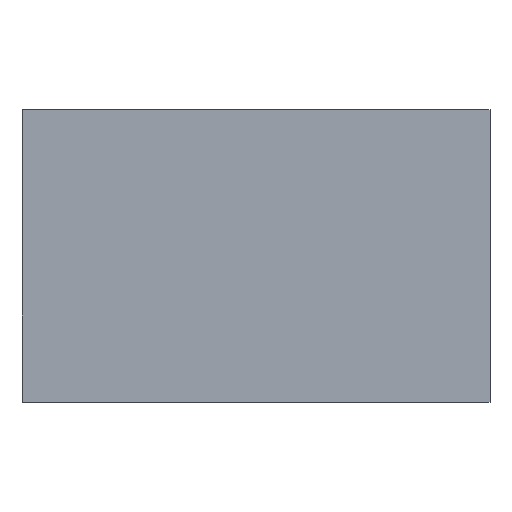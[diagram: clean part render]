
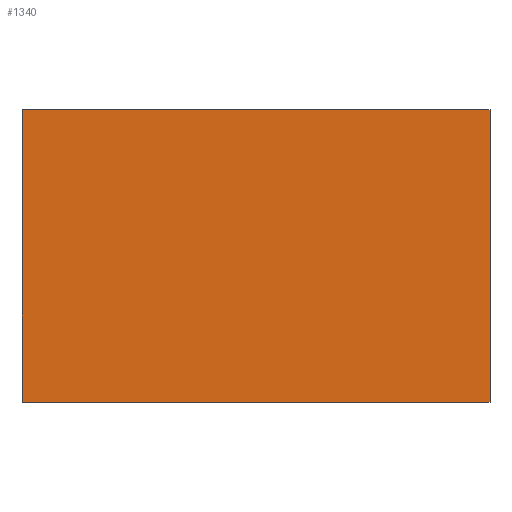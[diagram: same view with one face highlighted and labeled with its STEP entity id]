
A CAD part, top view. The second image highlights one B-rep face of the part: STEP entity #1340.
In plain terms, the highlighted planar face has unit normal (0, 0, 1).
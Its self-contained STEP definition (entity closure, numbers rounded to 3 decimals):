
#216=FACE_OUTER_BOUND('',#296,.T.);
#296=EDGE_LOOP('',(#1227,#1228,#1229,#1230));
#407=LINE('',#2573,#523);
#409=LINE('',#2577,#525);
#411=LINE('',#2581,#527);
#413=LINE('',#2584,#529);
#523=VECTOR('',#1568,10.);
#525=VECTOR('',#1572,10.);
#527=VECTOR('',#1576,10.);
#529=VECTOR('',#1580,10.);
#654=VERTEX_POINT('',#2570);
#655=VERTEX_POINT('',#2572);
#656=VERTEX_POINT('',#2576);
#657=VERTEX_POINT('',#2580);
#843=EDGE_CURVE('',#654,#655,#407,.T.);
#845=EDGE_CURVE('',#655,#656,#409,.T.);
#847=EDGE_CURVE('',#656,#657,#411,.T.);
#849=EDGE_CURVE('',#657,#654,#413,.T.);
#1227=ORIENTED_EDGE('',*,*,#843,.F.);
#1228=ORIENTED_EDGE('',*,*,#849,.F.);
#1229=ORIENTED_EDGE('',*,*,#847,.F.);
#1230=ORIENTED_EDGE('',*,*,#845,.F.);
#1267=PLANE('',#1395);
#1340=ADVANCED_FACE('',(#216),#1267,.T.);
#1395=AXIS2_PLACEMENT_3D('',#2585,#1581,#1582);
#1568=DIRECTION('',(0.,-1.,0.));
#1572=DIRECTION('',(-1.,0.,0.));
#1576=DIRECTION('',(0.,1.,0.));
#1580=DIRECTION('',(1.,0.,0.));
#1581=DIRECTION('center_axis',(0.,0.,1.));
#1582=DIRECTION('ref_axis',(1.,0.,0.));
#2570=CARTESIAN_POINT('',(1.,0.625,0.5));
#2572=CARTESIAN_POINT('',(1.,-0.625,0.5));
#2573=CARTESIAN_POINT('',(1.,0.625,0.5));
#2576=CARTESIAN_POINT('',(-1.,-0.625,0.5));
#2577=CARTESIAN_POINT('',(1.,-0.625,0.5));
#2580=CARTESIAN_POINT('',(-1.,0.625,0.5));
#2581=CARTESIAN_POINT('',(-1.,-0.625,0.5));
#2584=CARTESIAN_POINT('',(-1.,0.625,0.5));
#2585=CARTESIAN_POINT('Origin',(0.,0.,0.5));
